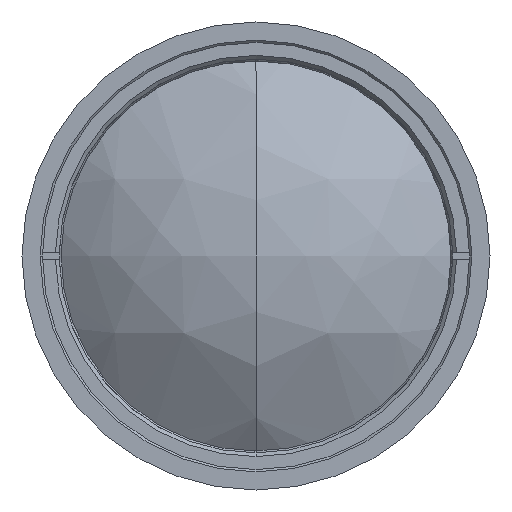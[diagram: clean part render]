
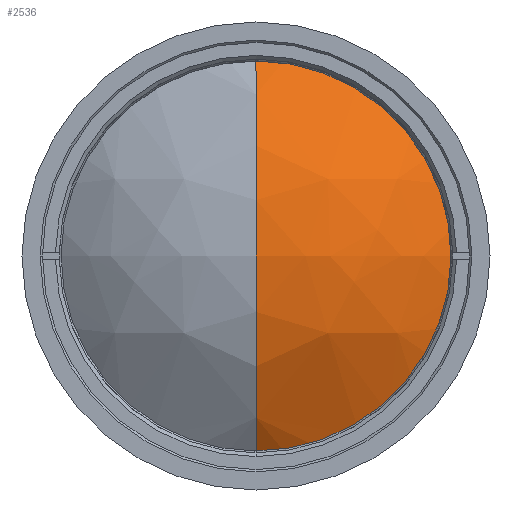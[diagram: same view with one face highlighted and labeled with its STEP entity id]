
A CAD part, left-side view. The second image highlights one B-rep face of the part: STEP entity #2536.
In plain terms, the highlighted free-form (B-spline) face has degree [3, 3] with [4, 4] control points.
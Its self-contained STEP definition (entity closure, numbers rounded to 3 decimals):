
#788 = ORIENTED_EDGE ( 'NONE', *, *, #11675, .T. ) ;
#1248 = CIRCLE ( 'NONE', #9899, 28. ) ;
#1331 = CARTESIAN_POINT ( 'NONE',  ( -129.202, -30.75, 11.132 ) ) ;
#1509 = CARTESIAN_POINT ( 'NONE',  ( -126.038, 0., -28.281 ) ) ;
#2094 = CARTESIAN_POINT ( 'NONE',  ( -126.269, 0., 28. ) ) ;
#2161 = ORIENTED_EDGE ( 'NONE', *, *, #4811, .T. ) ;
#2471 = CARTESIAN_POINT ( 'NONE',  ( -126.038, 0., 28.281 ) ) ;
#2536 = ADVANCED_FACE ( 'NONE', ( #15616 ), #16886, .T. ) ;
#2729 = CARTESIAN_POINT ( 'NONE',  ( -136.41, -22.002, 11.132 ) ) ;
#2952 = VERTEX_POINT ( 'NONE', #2094 ) ;
#3581 = DIRECTION ( 'NONE',  ( 0., 0., 1. ) ) ;
#4188 = CARTESIAN_POINT ( 'NONE',  ( -118.243, -21.719, -28.281 ) ) ;
#4784 = VERTEX_POINT ( 'NONE', #6394 ) ;
#4811 = EDGE_CURVE ( 'NONE', #2952, #4784, #16000, .T. ) ;
#4848 = DIRECTION ( 'NONE',  ( 0., 0., -1. ) ) ;
#5439 = CARTESIAN_POINT ( 'NONE',  ( -123.334, -15.541, -28.281 ) ) ;
#6394 = CARTESIAN_POINT ( 'NONE',  ( -126.269, 0., -28. ) ) ;
#6643 = CARTESIAN_POINT ( 'NONE',  ( -140.239, 0., -11.132 ) ) ;
#6734 = CARTESIAN_POINT ( 'NONE',  ( -118.243, -21.719, 28.281 ) ) ;
#6830 = CARTESIAN_POINT ( 'NONE',  ( -140.239, -11.334, 11.132 ) ) ;
#7899 = CARTESIAN_POINT ( 'NONE',  ( -140.239, 0., 11.132 ) ) ;
#7985 = CARTESIAN_POINT ( 'NONE',  ( -126.038, -8.006, -28.281 ) ) ;
#8144 = CARTESIAN_POINT ( 'NONE',  ( -123.334, -15.541, 28.281 ) ) ;
#9021 = EDGE_LOOP ( 'NONE', ( #788, #2161 ) ) ;
#9899 = AXIS2_PLACEMENT_3D ( 'NONE', #12658, #16709, #4848 ) ;
#10280 = DIRECTION ( 'NONE',  ( 0., -1., 0. ) ) ;
#11470 = AXIS2_PLACEMENT_3D ( 'NONE', #12025, #10280, #3581 ) ;
#11675 = EDGE_CURVE ( 'NONE', #4784, #2952, #1248, .T. ) ;
#12018 = CARTESIAN_POINT ( 'NONE',  ( -140.239, -11.334, -11.132 ) ) ;
#12025 = CARTESIAN_POINT ( 'NONE',  ( -91.886, 0., 0. ) ) ;
#12658 = CARTESIAN_POINT ( 'NONE',  ( -126.269, 0., 0. ) ) ;
#13249 = CARTESIAN_POINT ( 'NONE',  ( -136.41, -22.002, -11.132 ) ) ;
#15616 = FACE_OUTER_BOUND ( 'NONE', #9021, .T. ) ;
#16000 = CIRCLE ( 'NONE', #11470, 44.342 ) ;
#16169 = CARTESIAN_POINT ( 'NONE',  ( -126.038, -8.006, 28.281 ) ) ;
#16709 = DIRECTION ( 'NONE',  ( -1., 0., 0. ) ) ;
#16886 =( BOUNDED_SURFACE ( )  B_SPLINE_SURFACE ( 3, 3, ( 
 ( #2471, #16169, #8144, #6734 ),
 ( #7899, #6830, #2729, #1331 ),
 ( #6643, #12018, #13249, #17388 ),
 ( #1509, #7985, #5439, #4188 ) ),
 .UNSPECIFIED., .F., .F., .T. ) 
 B_SPLINE_SURFACE_WITH_KNOTS ( ( 4, 4 ),
 ( 4, 4 ),
 ( 0., 1. ),
 ( 0., 1. ),
 .UNSPECIFIED. ) 
 GEOMETRIC_REPRESENTATION_ITEM ( )  RATIONAL_B_SPLINE_SURFACE ( (
 ( 1., 0.961, 0.961, 1.),
 ( 0.847, 0.814, 0.814, 0.847),
 ( 0.847, 0.814, 0.814, 0.847),
 ( 1., 0.961, 0.961, 1.) ) ) 
 REPRESENTATION_ITEM ( '' )  SURFACE ( )  );
#17388 = CARTESIAN_POINT ( 'NONE',  ( -129.202, -30.75, -11.132 ) ) ;
